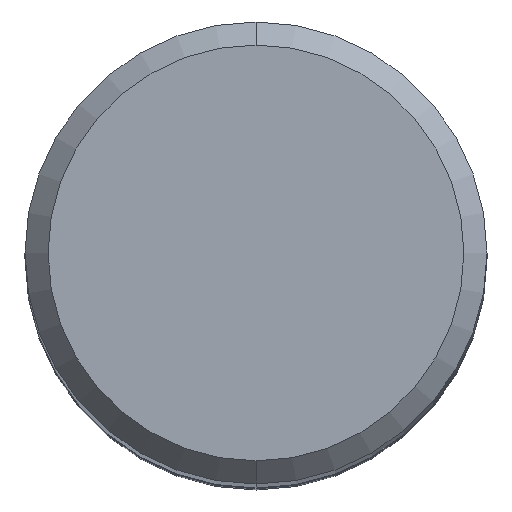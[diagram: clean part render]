
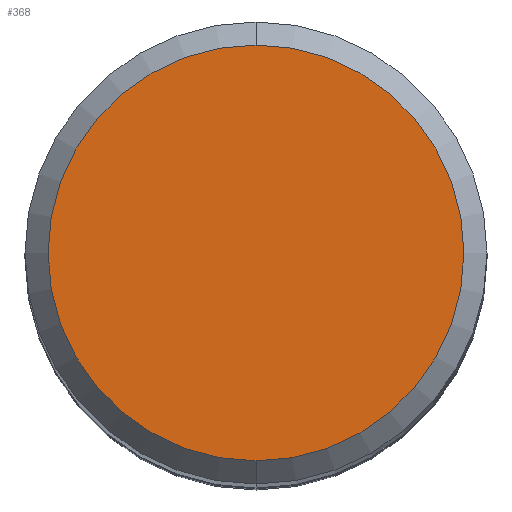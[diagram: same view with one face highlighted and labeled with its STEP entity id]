
A CAD part, top view. The second image highlights one B-rep face of the part: STEP entity #368.
In plain terms, the highlighted planar face has unit normal (0, 0, 1).
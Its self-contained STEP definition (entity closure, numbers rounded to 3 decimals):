
#244=EDGE_CURVE('',#490,#276,#583,.T.);
#276=VERTEX_POINT('',#618);
#368=ADVANCED_FACE('',(#722),#723,.T.);
#422=EDGE_CURVE('',#276,#490,#780,.T.);
#490=VERTEX_POINT('',#854);
#583=CIRCLE('',#969,4.5);
#618=CARTESIAN_POINT('',(0.,-4.5,0.0));
#722=FACE_OUTER_BOUND('',#1222,.T.);
#723=PLANE('',#1223);
#780=CIRCLE('',#1427,4.5);
#854=CARTESIAN_POINT('',(0.0,4.5,0.0));
#969=AXIS2_PLACEMENT_3D('',#1674,#1675,#1676);
#1222=EDGE_LOOP('',(#1831,#1832));
#1223=AXIS2_PLACEMENT_3D('',#1833,#1834,#1835);
#1427=AXIS2_PLACEMENT_3D('',#1870,#1871,#1872);
#1674=CARTESIAN_POINT('',(0.0,0.0,0.0));
#1675=DIRECTION('',(0.0,0.0,-1.0));
#1676=DIRECTION('',(0.0,1.0,0.0));
#1831=ORIENTED_EDGE('',*,*,#244,.F.);
#1832=ORIENTED_EDGE('',*,*,#422,.F.);
#1833=CARTESIAN_POINT('',(0.0,2.25,0.0));
#1834=DIRECTION('',(-0.0,0.0,1.0));
#1835=DIRECTION('',(0.0,-1.0,0.0));
#1870=CARTESIAN_POINT('',(0.0,0.0,0.0));
#1871=DIRECTION('',(0.0,0.0,-1.0));
#1872=DIRECTION('',(0.0,1.0,0.0));
